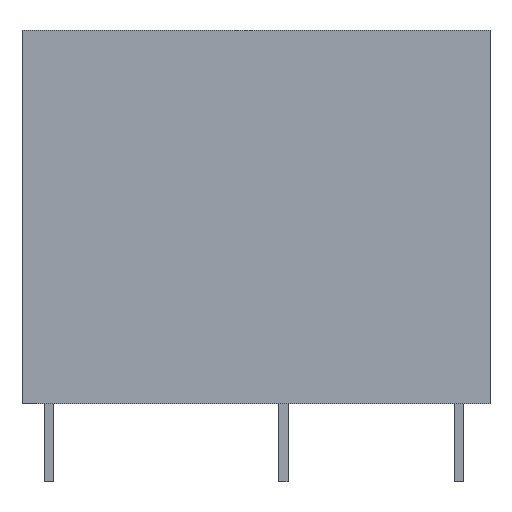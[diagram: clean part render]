
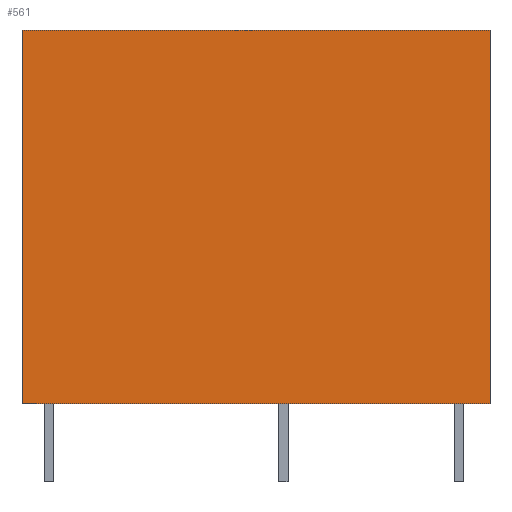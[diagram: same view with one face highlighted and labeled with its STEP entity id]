
A CAD part, front view. The second image highlights one B-rep face of the part: STEP entity #561.
In plain terms, the highlighted planar face has unit normal (0, -1, 0).
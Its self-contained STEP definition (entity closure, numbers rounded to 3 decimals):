
#561 = ADVANCED_FACE('',(#562),#596,.T.);
#562 = FACE_BOUND('',#563,.T.);
#563 = EDGE_LOOP('',(#564,#574,#582,#590));
#564 = ORIENTED_EDGE('',*,*,#565,.T.);
#565 = EDGE_CURVE('',#566,#568,#570,.T.);
#566 = VERTEX_POINT('',#567);
#567 = CARTESIAN_POINT('',(10.15,-5.15,0.));
#568 = VERTEX_POINT('',#569);
#569 = CARTESIAN_POINT('',(10.15,-5.15,16.2));
#570 = LINE('',#571,#572);
#571 = CARTESIAN_POINT('',(10.15,-5.15,8.1));
#572 = VECTOR('',#573,1.);
#573 = DIRECTION('',(0.,0.,1.));
#574 = ORIENTED_EDGE('',*,*,#575,.T.);
#575 = EDGE_CURVE('',#568,#576,#578,.T.);
#576 = VERTEX_POINT('',#577);
#577 = CARTESIAN_POINT('',(-10.15,-5.15,16.2));
#578 = LINE('',#579,#580);
#579 = CARTESIAN_POINT('',(0.,-5.15,16.2));
#580 = VECTOR('',#581,1.);
#581 = DIRECTION('',(-1.,0.,0.));
#582 = ORIENTED_EDGE('',*,*,#583,.T.);
#583 = EDGE_CURVE('',#576,#584,#586,.T.);
#584 = VERTEX_POINT('',#585);
#585 = CARTESIAN_POINT('',(-10.15,-5.15,0.));
#586 = LINE('',#587,#588);
#587 = CARTESIAN_POINT('',(-10.15,-5.15,8.1));
#588 = VECTOR('',#589,1.);
#589 = DIRECTION('',(0.,0.,-1.));
#590 = ORIENTED_EDGE('',*,*,#591,.T.);
#591 = EDGE_CURVE('',#584,#566,#592,.T.);
#592 = LINE('',#593,#594);
#593 = CARTESIAN_POINT('',(0.,-5.15,0.));
#594 = VECTOR('',#595,1.);
#595 = DIRECTION('',(1.,0.,0.));
#596 = PLANE('',#597);
#597 = AXIS2_PLACEMENT_3D('',#598,#599,#600);
#598 = CARTESIAN_POINT('',(0.,-5.15,8.1));
#599 = DIRECTION('',(0.,-1.,0.));
#600 = DIRECTION('',(1.,0.,0.));
